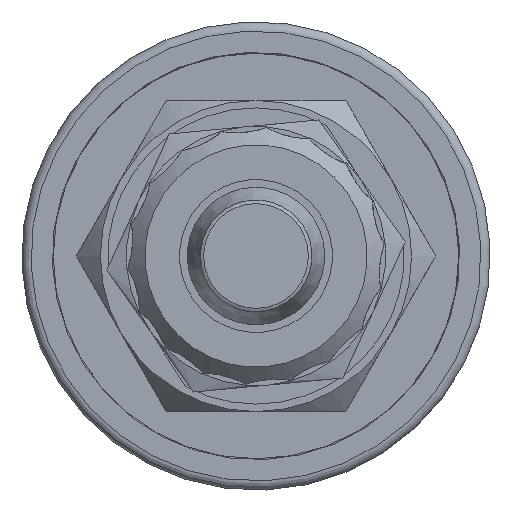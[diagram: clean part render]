
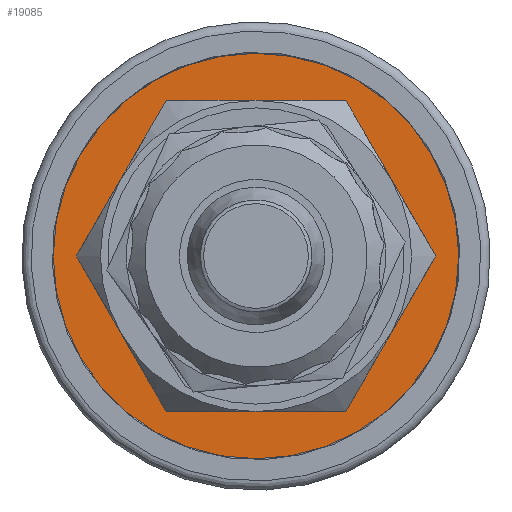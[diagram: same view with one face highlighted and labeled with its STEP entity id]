
A CAD part, left-side view. The second image highlights one B-rep face of the part: STEP entity #19085.
In plain terms, the highlighted planar face has unit normal (-1, 0, 0).
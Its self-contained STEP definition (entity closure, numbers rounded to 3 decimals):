
#18693=CARTESIAN_POINT('',(12.8,4.85,-8.4));
#18694=VERTEX_POINT('',#18693);
#18701=CARTESIAN_POINT('',(12.8,-4.85,-8.4));
#18702=VERTEX_POINT('',#18701);
#18703=CARTESIAN_POINT('',(12.8,4.85,-8.4));
#18704=DIRECTION('',(0.0,-1.0,0.0));
#18705=VECTOR('',#18704,9.699);
#18706=LINE('',#18703,#18705);
#18707=EDGE_CURVE('',#18694,#18702,#18706,.T.);
#18754=CARTESIAN_POINT('',(12.8,-9.699,0.));
#18755=VERTEX_POINT('',#18754);
#18756=CARTESIAN_POINT('',(12.8,-4.85,-8.4));
#18757=DIRECTION('',(0.0,-0.5,0.866));
#18758=VECTOR('',#18757,9.699);
#18759=LINE('',#18756,#18758);
#18760=EDGE_CURVE('',#18702,#18755,#18759,.T.);
#18807=CARTESIAN_POINT('',(12.8,-4.85,8.4));
#18808=VERTEX_POINT('',#18807);
#18809=CARTESIAN_POINT('',(12.8,-9.699,0.));
#18810=DIRECTION('',(0.0,0.5,0.866));
#18811=VECTOR('',#18810,9.699);
#18812=LINE('',#18809,#18811);
#18813=EDGE_CURVE('',#18755,#18808,#18812,.T.);
#18876=CARTESIAN_POINT('',(12.8,4.85,8.4));
#18877=VERTEX_POINT('',#18876);
#18884=CARTESIAN_POINT('',(12.8,9.699,0.));
#18885=VERTEX_POINT('',#18884);
#18886=CARTESIAN_POINT('',(12.8,4.85,8.4));
#18887=DIRECTION('',(0.0,0.5,-0.866));
#18888=VECTOR('',#18887,9.699);
#18889=LINE('',#18886,#18888);
#18890=EDGE_CURVE('',#18877,#18885,#18889,.T.);
#18935=CARTESIAN_POINT('',(12.8,9.699,0.));
#18936=DIRECTION('',(0.0,-0.5,-0.866));
#18937=VECTOR('',#18936,9.699);
#18938=LINE('',#18935,#18937);
#18939=EDGE_CURVE('',#18885,#18694,#18938,.T.);
#19056=CARTESIAN_POINT('',(12.8,10.384,0.0));
#19057=DIRECTION('',(-1.0,0.0,0.0));
#19058=DIRECTION('',(0.0,0.0,1.0));
#19059=AXIS2_PLACEMENT_3D('',#19056,#19057,#19058);
#19060=PLANE('',#19059);
#19061=CARTESIAN_POINT('',(12.8,3.762,10.283));
#19062=VERTEX_POINT('',#19061);
#19063=CARTESIAN_POINT('',(12.8,0.0,0.0));
#19064=DIRECTION('',(1.0,0.0,0.0));
#19065=DIRECTION('',(0.0,1.0,0.0));
#19066=AXIS2_PLACEMENT_3D('',#19063,#19064,#19065);
#19067=CIRCLE('',#19066,10.95);
#19068=EDGE_CURVE('',#19062,#19062,#19067,.T.);
#19069=ORIENTED_EDGE('',*,*,#19068,.F.);
#19070=EDGE_LOOP('',(#19069));
#19071=FACE_OUTER_BOUND('',#19070,.T.);
#19072=CARTESIAN_POINT('',(12.8,-4.85,8.4));
#19073=DIRECTION('',(0.0,1.0,0.0));
#19074=VECTOR('',#19073,9.699);
#19075=LINE('',#19072,#19074);
#19076=EDGE_CURVE('',#18808,#18877,#19075,.T.);
#19077=ORIENTED_EDGE('',*,*,#19076,.F.);
#19078=ORIENTED_EDGE('',*,*,#18813,.F.);
#19079=ORIENTED_EDGE('',*,*,#18760,.F.);
#19080=ORIENTED_EDGE('',*,*,#18707,.F.);
#19081=ORIENTED_EDGE('',*,*,#18939,.F.);
#19082=ORIENTED_EDGE('',*,*,#18890,.F.);
#19083=EDGE_LOOP('',(#19077,#19078,#19079,#19080,#19081,#19082));
#19084=FACE_BOUND('',#19083,.T.);
#19085=ADVANCED_FACE('',(#19071,#19084),#19060,.T.);
